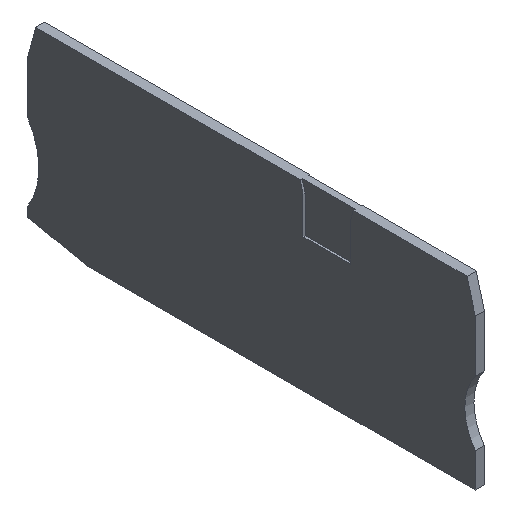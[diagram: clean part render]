
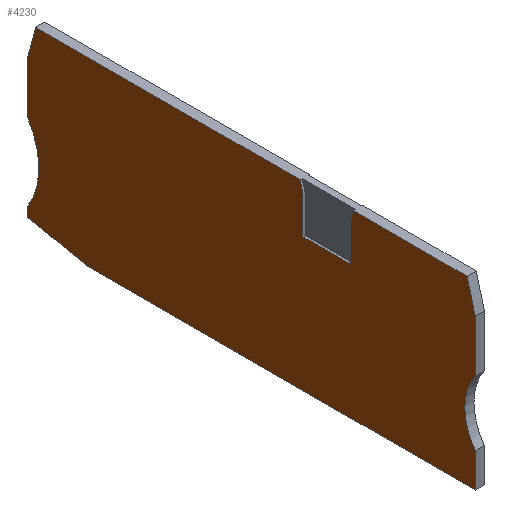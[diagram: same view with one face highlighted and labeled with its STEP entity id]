
A CAD part, isometric view. The second image highlights one B-rep face of the part: STEP entity #4230.
In plain terms, the highlighted face is planar.
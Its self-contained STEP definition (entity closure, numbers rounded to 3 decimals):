
#960=CARTESIAN_POINT('',(50.761,0.2,9.8));
#970=VERTEX_POINT('',#960);
#1000=CARTESIAN_POINT('',(-6.971,0.2,9.8));
#1010=DIRECTION('',(-1.,0.,0.));
#1020=VECTOR('',#1010,1.);
#1030=LINE('',#1000,#1020);
#1040=CARTESIAN_POINT('',(-42.55,0.2,9.8));
#1050=VERTEX_POINT('',#1040);
#1060=EDGE_CURVE('',#970,#1050,#1030,.T.);
#1430=CARTESIAN_POINT('',(-1.1,32.25,9.8));
#1440=VERTEX_POINT('',#1430);
#1470=CARTESIAN_POINT('',(-1.1,21.923,9.8));
#1480=DIRECTION('',(0.,1.,0.));
#1490=VECTOR('',#1480,1.);
#1500=LINE('',#1470,#1490);
#1510=CARTESIAN_POINT('',(-1.1,41.15,9.8));
#1520=VERTEX_POINT('',#1510);
#1530=EDGE_CURVE('',#1440,#1520,#1500,.T.);
#2670=CARTESIAN_POINT('',(-42.55,23.9,9.8));
#2680=VERTEX_POINT('',#2670);
#2730=CARTESIAN_POINT('',(-42.55,21.923,9.8));
#2740=DIRECTION('',(0.,1.,0.));
#2750=VECTOR('',#2740,1.);
#2760=LINE('',#2730,#2750);
#2770=CARTESIAN_POINT('',(-42.55,36.43,9.8));
#2780=VERTEX_POINT('',#2770);
#2790=EDGE_CURVE('',#2680,#2780,#2760,.T.);
#3050=CARTESIAN_POINT('',(11.3,0.75,9.8));
#3060=DIRECTION('',(0.,0.,-1.));
#3070=DIRECTION('',(-1.,0.,0.));
#3080=AXIS2_PLACEMENT_3D('',#3050,#3060,#3070);
#3090=PLANE('',#3080);
#3100=CARTESIAN_POINT('',(65.15,21.923,9.8));
#3110=DIRECTION('',(0.,-1.,0.));
#3120=VECTOR('',#3110,1.);
#3130=LINE('',#3100,#3120);
#3140=CARTESIAN_POINT('',(65.15,36.43,9.8));
#3150=VERTEX_POINT('',#3140);
#3160=CARTESIAN_POINT('',(65.15,23.893,9.8));
#3170=VERTEX_POINT('',#3160);
#3180=EDGE_CURVE('',#3150,#3170,#3130,.T.);
#3190=ORIENTED_EDGE('',*,*,#3180,.T.);
#3200=CARTESIAN_POINT('',(69.037,21.923,9.8));
#3210=DIRECTION('',(0.259,-0.966,0.));
#3220=VECTOR('',#3210,1.);
#3230=LINE('',#3200,#3220);
#3240=CARTESIAN_POINT('',(63.189,43.75,9.8));
#3250=VERTEX_POINT('',#3240);
#3260=EDGE_CURVE('',#3250,#3150,#3230,.T.);
#3270=ORIENTED_EDGE('',*,*,#3260,.T.);
#3280=CARTESIAN_POINT('',(-6.971,43.75,9.8));
#3290=DIRECTION('',(1.,0.,0.));
#3300=VECTOR('',#3290,1.);
#3310=LINE('',#3280,#3300);
#3320=CARTESIAN_POINT('',(-0.403,43.75,9.8));
#3330=VERTEX_POINT('',#3320);
#3340=EDGE_CURVE('',#3330,#3250,#3310,.T.);
#3350=ORIENTED_EDGE('',*,*,#3340,.T.);
#3360=CARTESIAN_POINT('',(-6.252,21.923,9.8));
#3370=DIRECTION('',(0.259,0.966,0.));
#3380=VECTOR('',#3370,1.);
#3390=LINE('',#3360,#3380);
#3400=EDGE_CURVE('',#1520,#3330,#3390,.T.);
#3410=ORIENTED_EDGE('',*,*,#3400,.T.);
#3420=ORIENTED_EDGE('',*,*,#1530,.T.);
#3430=CARTESIAN_POINT('',(-6.971,32.25,9.8));
#3440=DIRECTION('',(1.,0.,0.));
#3450=VECTOR('',#3440,1.);
#3460=LINE('',#3430,#3450);
#3470=CARTESIAN_POINT('',(-12.5,32.25,9.8));
#3480=VERTEX_POINT('',#3470);
#3490=EDGE_CURVE('',#3480,#1440,#3460,.T.);
#3500=ORIENTED_EDGE('',*,*,#3490,.T.);
#3510=CARTESIAN_POINT('',(-12.5,21.923,9.8));
#3520=DIRECTION('',(0.,-1.,0.));
#3530=VECTOR('',#3520,1.);
#3540=LINE('',#3510,#3530);
#3550=CARTESIAN_POINT('',(-12.5,41.15,9.8));
#3560=VERTEX_POINT('',#3550);
#3570=EDGE_CURVE('',#3560,#3480,#3540,.T.);
#3580=ORIENTED_EDGE('',*,*,#3570,.T.);
#3590=CARTESIAN_POINT('',(-7.348,21.923,9.8));
#3600=DIRECTION('',(0.259,-0.966,0.));
#3610=VECTOR('',#3600,1.);
#3620=LINE('',#3590,#3610);
#3630=CARTESIAN_POINT('',(-13.197,43.75,9.8));
#3640=VERTEX_POINT('',#3630);
#3650=EDGE_CURVE('',#3640,#3560,#3620,.T.);
#3660=ORIENTED_EDGE('',*,*,#3650,.T.);
#3670=CARTESIAN_POINT('',(-6.971,43.75,9.8));
#3680=DIRECTION('',(1.,0.,0.));
#3690=VECTOR('',#3680,1.);
#3700=LINE('',#3670,#3690);
#3710=CARTESIAN_POINT('',(-40.589,43.75,9.8));
#3720=VERTEX_POINT('',#3710);
#3730=EDGE_CURVE('',#3720,#3640,#3700,.T.);
#3740=ORIENTED_EDGE('',*,*,#3730,.T.);
#3750=CARTESIAN_POINT('',(-46.437,21.923,9.8));
#3760=DIRECTION('',(0.259,0.966,0.));
#3770=VECTOR('',#3760,1.);
#3780=LINE('',#3750,#3770);
#3790=EDGE_CURVE('',#2780,#3720,#3780,.T.);
#3800=ORIENTED_EDGE('',*,*,#3790,.T.);
#3810=ORIENTED_EDGE('',*,*,#2790,.T.);
#3820=CARTESIAN_POINT('',(-53.235,16.15,9.8));
#3830=DIRECTION('',(0.,0.,1.));
#3840=DIRECTION('',(1.,0.,0.));
#3850=AXIS2_PLACEMENT_3D('',#3820,#3830,#3840);
#3860=CIRCLE('',#3850,13.2);
#3870=CARTESIAN_POINT('',(-42.55,8.4,9.8));
#3880=VERTEX_POINT('',#3870);
#3890=EDGE_CURVE('',#3880,#2680,#3860,.T.);
#3900=ORIENTED_EDGE('',*,*,#3890,.T.);
#3910=CARTESIAN_POINT('',(-42.55,21.923,9.8));
#3920=DIRECTION('',(0.,1.,0.));
#3930=VECTOR('',#3920,1.);
#3940=LINE('',#3910,#3930);
#3950=EDGE_CURVE('',#1050,#3880,#3940,.T.);
#3960=ORIENTED_EDGE('',*,*,#3950,.T.);
#3970=ORIENTED_EDGE('',*,*,#1060,.T.);
#3980=CARTESIAN_POINT('',(-6.971,-11.838,9.8));
#3990=DIRECTION('',(-0.979,-0.204,0.));
#4000=VECTOR('',#3990,1.);
#4010=LINE('',#3980,#4000);
#4020=CARTESIAN_POINT('',(65.15,3.201,9.8));
#4030=VERTEX_POINT('',#4020);
#4040=EDGE_CURVE('',#4030,#970,#4010,.T.);
#4050=ORIENTED_EDGE('',*,*,#4040,.T.);
#4060=CARTESIAN_POINT('',(65.15,21.923,9.8));
#4070=DIRECTION('',(0.,-1.,0.));
#4080=VECTOR('',#4070,1.);
#4090=LINE('',#4060,#4080);
#4100=CARTESIAN_POINT('',(65.15,5.507,9.8));
#4110=VERTEX_POINT('',#4100);
#4120=EDGE_CURVE('',#4110,#4030,#4090,.T.);
#4130=ORIENTED_EDGE('',*,*,#4120,.T.);
#4140=CARTESIAN_POINT('',(79.45,14.7,9.8));
#4150=DIRECTION('',(0.,0.,1.));
#4160=DIRECTION('',(1.,0.,0.));
#4170=AXIS2_PLACEMENT_3D('',#4140,#4150,#4160);
#4180=CIRCLE('',#4170,17.);
#4190=EDGE_CURVE('',#3170,#4110,#4180,.T.);
#4200=ORIENTED_EDGE('',*,*,#4190,.T.);
#4210=EDGE_LOOP('',(#4200,#4130,#4050,#3970,#3960,#3900,#3810,#3800,
#3740,#3660,#3580,#3500,#3420,#3410,#3350,#3270,#3190));
#4220=FACE_OUTER_BOUND('',#4210,.T.);
#4230=ADVANCED_FACE('',(#4220),#3090,.T.);
